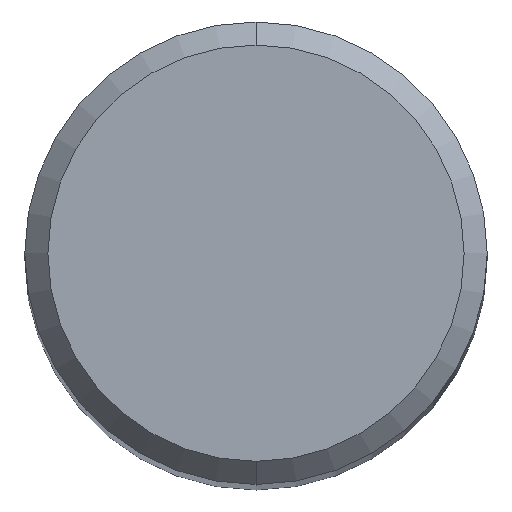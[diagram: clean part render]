
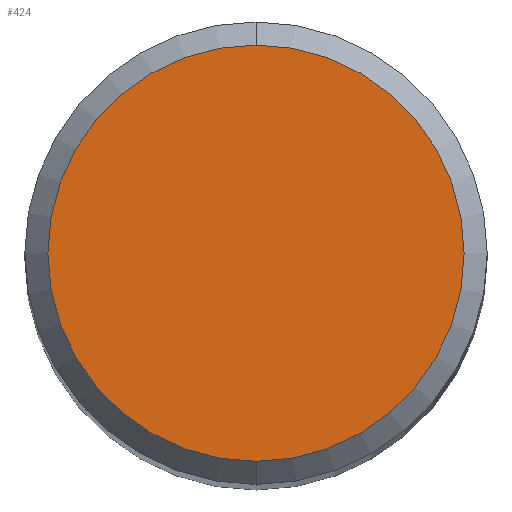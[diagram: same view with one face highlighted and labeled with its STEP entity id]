
A CAD part, top view. The second image highlights one B-rep face of the part: STEP entity #424.
In plain terms, the highlighted planar face has unit normal (0, 0, 1).
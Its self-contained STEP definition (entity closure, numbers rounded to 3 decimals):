
#228=EDGE_CURVE('',#296,#338,#532,.T.);
#296=VERTEX_POINT('',#611);
#312=EDGE_CURVE('',#338,#296,#627,.T.);
#338=VERTEX_POINT('',#656);
#424=ADVANCED_FACE('',(#753),#754,.T.);
#532=CIRCLE('',#946,3.6);
#611=CARTESIAN_POINT('',(0.0,3.6,0.0));
#627=CIRCLE('',#1150,3.6);
#656=CARTESIAN_POINT('',(0.,-3.6,0.0));
#753=FACE_OUTER_BOUND('',#1388,.T.);
#754=PLANE('',#1389);
#946=AXIS2_PLACEMENT_3D('',#1474,#1475,#1476);
#1150=AXIS2_PLACEMENT_3D('',#1586,#1587,#1588);
#1388=EDGE_LOOP('',(#1755,#1756));
#1389=AXIS2_PLACEMENT_3D('',#1757,#1758,#1759);
#1474=CARTESIAN_POINT('',(0.0,0.0,0.0));
#1475=DIRECTION('',(0.0,0.0,-1.0));
#1476=DIRECTION('',(0.0,1.0,0.0));
#1586=CARTESIAN_POINT('',(0.0,0.0,0.0));
#1587=DIRECTION('',(0.0,0.0,-1.0));
#1588=DIRECTION('',(0.0,1.0,0.0));
#1755=ORIENTED_EDGE('',*,*,#228,.F.);
#1756=ORIENTED_EDGE('',*,*,#312,.F.);
#1757=CARTESIAN_POINT('',(0.0,1.8,0.0));
#1758=DIRECTION('',(-0.0,0.0,1.0));
#1759=DIRECTION('',(0.0,-1.0,0.0));
